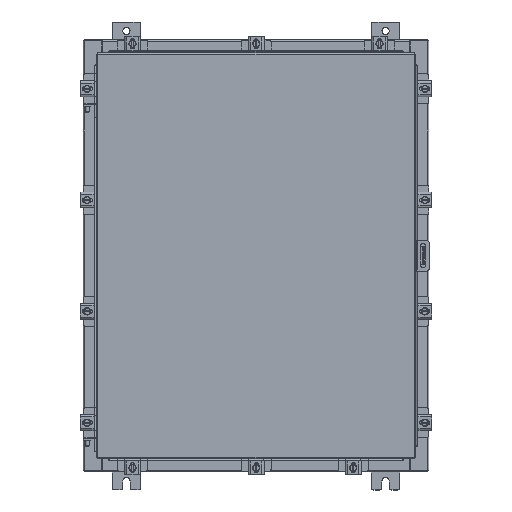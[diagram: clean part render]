
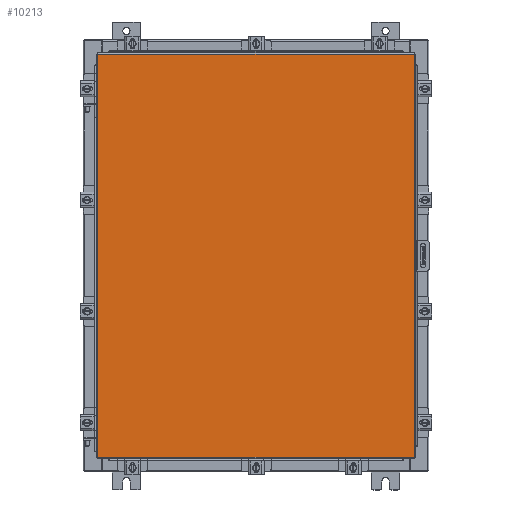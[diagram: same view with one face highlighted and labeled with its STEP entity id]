
A CAD part, top view. The second image highlights one B-rep face of the part: STEP entity #10213.
In plain terms, the highlighted planar face has unit normal (0, 0, 1).
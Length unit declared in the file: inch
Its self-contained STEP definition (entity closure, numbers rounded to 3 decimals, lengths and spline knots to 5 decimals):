
#192 = LINE ( 'NONE', #18948, #4414 ) ;
#268 = EDGE_CURVE ( 'NONE', #20291, #5215, #19811, .T. ) ;
#865 = CARTESIAN_POINT ( 'NONE',  ( 0., 0., 0. ) ) ;
#1592 = CARTESIAN_POINT ( 'NONE',  ( -10.9903, 14.0063, 0. ) ) ;
#2681 = DIRECTION ( 'NONE',  ( -1., 0., 0. ) ) ;
#2910 = DIRECTION ( 'NONE',  ( 0., 1., 0. ) ) ;
#2995 = CARTESIAN_POINT ( 'NONE',  ( 10.9903, 14.0063, 0. ) ) ;
#3641 = CARTESIAN_POINT ( 'NONE',  ( 10.9903, 14.0063, 0. ) ) ;
#4085 = VECTOR ( 'NONE', #17930, 39.37008 ) ;
#4128 = CARTESIAN_POINT ( 'NONE',  ( 10.9903, -14.0063, 0. ) ) ;
#4414 = VECTOR ( 'NONE', #2910, 39.37008 ) ;
#5074 = AXIS2_PLACEMENT_3D ( 'NONE', #865, #13399, #2681 ) ;
#5109 = ORIENTED_EDGE ( 'NONE', *, *, #14207, .T. ) ;
#5215 = VERTEX_POINT ( 'NONE', #4128 ) ;
#6059 = DIRECTION ( 'NONE',  ( 1., 0., 0. ) ) ;
#6339 = CARTESIAN_POINT ( 'NONE',  ( -10.9903, 14.0063, 0. ) ) ;
#7171 = EDGE_CURVE ( 'NONE', #14930, #18723, #14129, .T. ) ;
#7854 = CARTESIAN_POINT ( 'NONE',  ( -10.9903, -14.0063, 0. ) ) ;
#8070 = DIRECTION ( 'NONE',  ( 0., -1., 0. ) ) ;
#10213 = ADVANCED_FACE ( 'NONE', ( #20915 ), #11603, .F. ) ;
#10334 = EDGE_CURVE ( 'NONE', #5215, #14930, #192, .T. ) ;
#11603 = PLANE ( 'NONE',  #5074 ) ;
#13399 = DIRECTION ( 'NONE',  ( 0., 0., -1. ) ) ;
#14129 = LINE ( 'NONE', #3641, #4085 ) ;
#14207 = EDGE_CURVE ( 'NONE', #18723, #20291, #15752, .T. ) ;
#14930 = VERTEX_POINT ( 'NONE', #2995 ) ;
#15007 = VECTOR ( 'NONE', #6059, 39.37008 ) ;
#15752 = LINE ( 'NONE', #6339, #20006 ) ;
#15756 = ORIENTED_EDGE ( 'NONE', *, *, #268, .T. ) ;
#17930 = DIRECTION ( 'NONE',  ( -1., 0., 0. ) ) ;
#18723 = VERTEX_POINT ( 'NONE', #1592 ) ;
#18948 = CARTESIAN_POINT ( 'NONE',  ( 10.9903, -14.0063, 0. ) ) ;
#19049 = CARTESIAN_POINT ( 'NONE',  ( -10.9903, -14.0063, 0. ) ) ;
#19811 = LINE ( 'NONE', #7854, #15007 ) ;
#20006 = VECTOR ( 'NONE', #8070, 39.37008 ) ;
#20280 = ORIENTED_EDGE ( 'NONE', *, *, #10334, .T. ) ;
#20291 = VERTEX_POINT ( 'NONE', #19049 ) ;
#20306 = EDGE_LOOP ( 'NONE', ( #15756, #20280, #21759, #5109 ) ) ;
#20915 = FACE_OUTER_BOUND ( 'NONE', #20306, .T. ) ;
#21759 = ORIENTED_EDGE ( 'NONE', *, *, #7171, .T. ) ;
